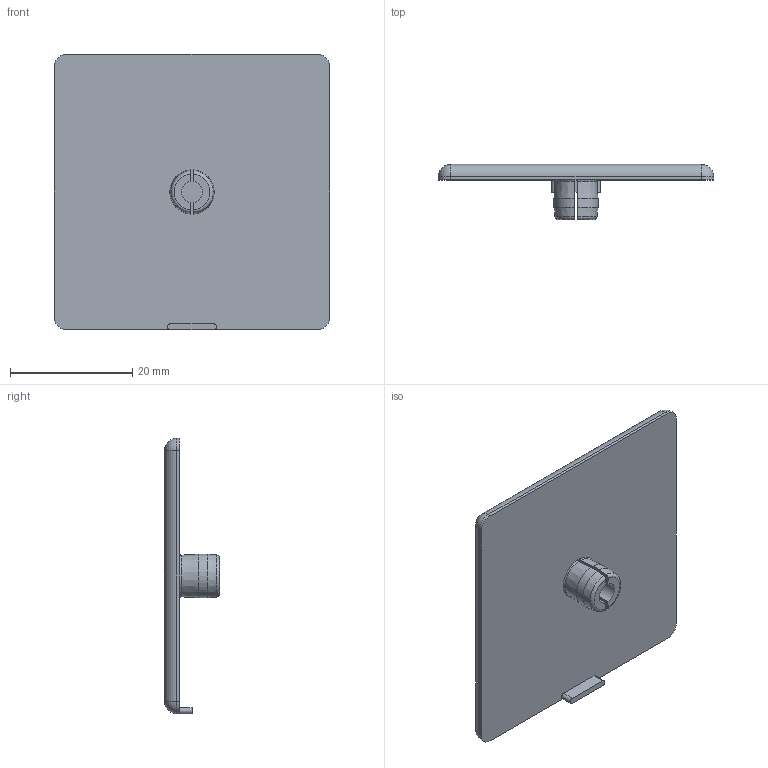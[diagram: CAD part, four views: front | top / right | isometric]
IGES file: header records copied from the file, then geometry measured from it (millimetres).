
Global section: file name: 224545.stp.ipt; native system: Autodesk Inventor 2014; preprocessor: unknown; author: zeman; date: 20151020.095822; units: millimetre
Bounding box: 45 x 8.99 x 45 mm (x, y, z)
Volume: 5098.8 mm3; surface area: 4608.3 mm2
Topology: 1 solids, 1 shells, 40 faces, 100 edges, 60 vertices
Faces by surface type: plane 12, cylinder 12, revolution 8, cone 4, sphere 4
